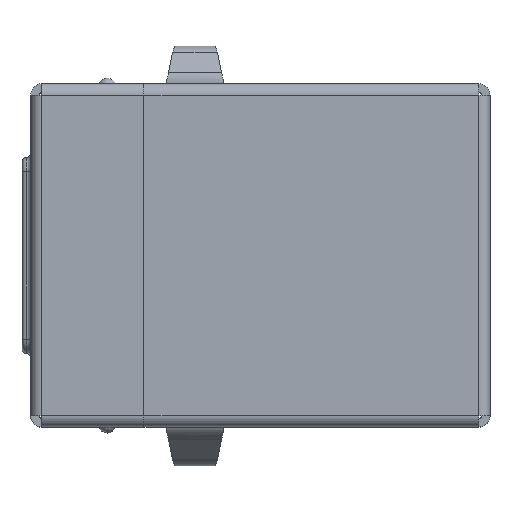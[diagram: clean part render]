
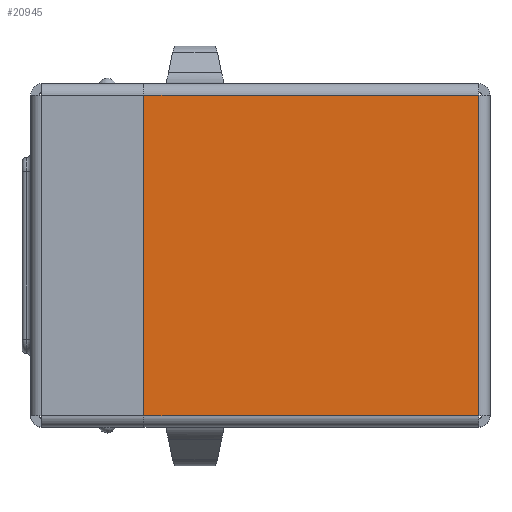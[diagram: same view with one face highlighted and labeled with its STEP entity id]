
A CAD part, top view. The second image highlights one B-rep face of the part: STEP entity #20945.
In plain terms, the highlighted planar face has unit normal (0, 0, -1).
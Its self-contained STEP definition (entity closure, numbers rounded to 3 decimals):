
#20419 = VERTEX_POINT('',#20420);
#20420 = CARTESIAN_POINT('',(2.8,4.4,11.));
#20427 = EDGE_CURVE('',#20419,#20428,#20430,.T.);
#20428 = VERTEX_POINT('',#20429);
#20429 = CARTESIAN_POINT('',(2.8,-6.9,11.));
#20430 = LINE('',#20431,#20432);
#20431 = CARTESIAN_POINT('',(2.8,-7.542,11.));
#20432 = VECTOR('',#20433,1.);
#20433 = DIRECTION('',(0.,-1.,0.));
#20544 = VERTEX_POINT('',#20545);
#20545 = CARTESIAN_POINT('',(14.6,-6.9,11.));
#20945 = ADVANCED_FACE('',(#20946),#20969,.F.);
#20946 = FACE_BOUND('',#20947,.T.);
#20947 = EDGE_LOOP('',(#20948,#20956,#20962,#20968));
#20948 = ORIENTED_EDGE('',*,*,#20949,.F.);
#20949 = EDGE_CURVE('',#20950,#20419,#20952,.T.);
#20950 = VERTEX_POINT('',#20951);
#20951 = CARTESIAN_POINT('',(14.6,4.4,11.));
#20952 = LINE('',#20953,#20954);
#20953 = CARTESIAN_POINT('',(2.564,4.4,11.));
#20954 = VECTOR('',#20955,1.);
#20955 = DIRECTION('',(-1.,0.,0.));
#20956 = ORIENTED_EDGE('',*,*,#20957,.F.);
#20957 = EDGE_CURVE('',#20544,#20950,#20958,.T.);
#20958 = LINE('',#20959,#20960);
#20959 = CARTESIAN_POINT('',(14.6,4.626,11.));
#20960 = VECTOR('',#20961,1.);
#20961 = DIRECTION('',(0.,1.,0.));
#20962 = ORIENTED_EDGE('',*,*,#20963,.F.);
#20963 = EDGE_CURVE('',#20428,#20544,#20964,.T.);
#20964 = LINE('',#20965,#20966);
#20965 = CARTESIAN_POINT('',(2.564,-6.9,11.));
#20966 = VECTOR('',#20967,1.);
#20967 = DIRECTION('',(1.,0.,0.));
#20968 = ORIENTED_EDGE('',*,*,#20427,.F.);
#20969 = PLANE('',#20970);
#20970 = AXIS2_PLACEMENT_3D('',#20971,#20972,#20973);
#20971 = CARTESIAN_POINT('',(2.564,4.626,11.));
#20972 = DIRECTION('',(0.,0.,1.));
#20973 = DIRECTION('',(0.,-1.,0.));
